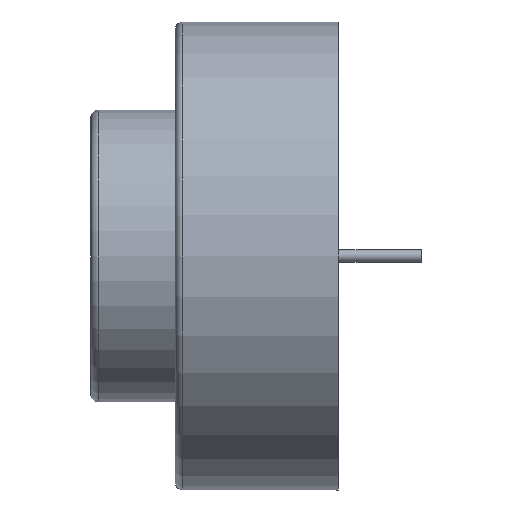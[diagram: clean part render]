
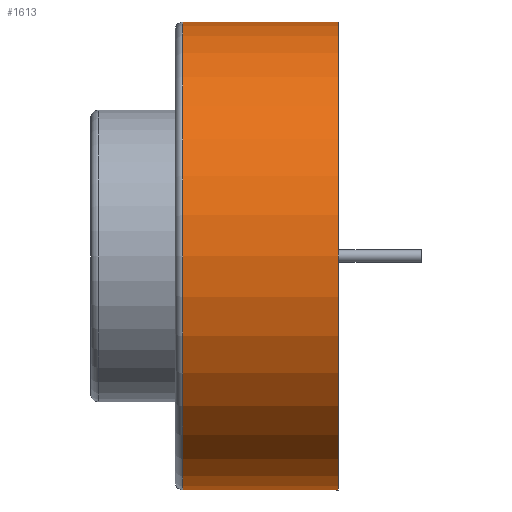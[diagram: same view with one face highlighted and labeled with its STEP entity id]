
A CAD part, left-side view. The second image highlights one B-rep face of the part: STEP entity #1613.
In plain terms, the highlighted cylindrical face has radius 15.5 mm (diameter 31 mm), a partial arc.
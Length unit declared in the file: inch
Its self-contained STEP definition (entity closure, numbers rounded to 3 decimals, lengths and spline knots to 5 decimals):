
#67 = DIRECTION ( 'NONE',  ( 0., -1., 0. ) ) ;
#113 = EDGE_CURVE ( 'NONE', #599, #839, #1688, .T. ) ;
#171 = LINE ( 'NONE', #1363, #1415 ) ;
#233 = CARTESIAN_POINT ( 'NONE',  ( 0., 0.62211, 0.61024 ) ) ;
#240 = DIRECTION ( 'NONE',  ( 0., 1., 0. ) ) ;
#265 = CIRCLE ( 'NONE', #1450, 0.61024 ) ;
#270 = CARTESIAN_POINT ( 'NONE',  ( 0., 0.86226, 0. ) ) ;
#354 = CARTESIAN_POINT ( 'NONE',  ( 0., 0.62211, -0.61024 ) ) ;
#368 = AXIS2_PLACEMENT_3D ( 'NONE', #270, #1895, #1702 ) ;
#462 = FACE_OUTER_BOUND ( 'NONE', #720, .T. ) ;
#599 = VERTEX_POINT ( 'NONE', #799 ) ;
#644 = ORIENTED_EDGE ( 'NONE', *, *, #1720, .T. ) ;
#712 = CARTESIAN_POINT ( 'NONE',  ( 0., 0.62211, 0. ) ) ;
#720 = EDGE_LOOP ( 'NONE', ( #1725, #2059, #644, #1856 ) ) ;
#728 = VERTEX_POINT ( 'NONE', #233 ) ;
#799 = CARTESIAN_POINT ( 'NONE',  ( 0., 0.21659, -0.61024 ) ) ;
#839 = VERTEX_POINT ( 'NONE', #354 ) ;
#846 = AXIS2_PLACEMENT_3D ( 'NONE', #1335, #1358, #1191 ) ;
#863 = DIRECTION ( 'NONE',  ( 0., 1., 0. ) ) ;
#1020 = DIRECTION ( 'NONE',  ( 0., 0., 1. ) ) ;
#1161 = VERTEX_POINT ( 'NONE', #1319 ) ;
#1191 = DIRECTION ( 'NONE',  ( 0., 0., 1. ) ) ;
#1319 = CARTESIAN_POINT ( 'NONE',  ( 0., 0.21659, 0.61024 ) ) ;
#1335 = CARTESIAN_POINT ( 'NONE',  ( 0., 0.21659, 0. ) ) ;
#1358 = DIRECTION ( 'NONE',  ( 0., 1., 0. ) ) ;
#1363 = CARTESIAN_POINT ( 'NONE',  ( 0., 0.86226, 0.61024 ) ) ;
#1415 = VECTOR ( 'NONE', #863, 39.37008 ) ;
#1439 = VECTOR ( 'NONE', #240, 39.37008 ) ;
#1450 = AXIS2_PLACEMENT_3D ( 'NONE', #712, #67, #1020 ) ;
#1556 = EDGE_CURVE ( 'NONE', #599, #1161, #2043, .T. ) ;
#1613 = ADVANCED_FACE ( 'NONE', ( #462 ), #1721, .T. ) ;
#1688 = LINE ( 'NONE', #1703, #1439 ) ;
#1702 = DIRECTION ( 'NONE',  ( 0., 0., 1. ) ) ;
#1703 = CARTESIAN_POINT ( 'NONE',  ( 0., 0.86226, -0.61024 ) ) ;
#1720 = EDGE_CURVE ( 'NONE', #1161, #728, #171, .T. ) ;
#1721 = CYLINDRICAL_SURFACE ( 'NONE', #368, 0.61024 ) ;
#1725 = ORIENTED_EDGE ( 'NONE', *, *, #113, .F. ) ;
#1770 = EDGE_CURVE ( 'NONE', #728, #839, #265, .T. ) ;
#1856 = ORIENTED_EDGE ( 'NONE', *, *, #1770, .T. ) ;
#1895 = DIRECTION ( 'NONE',  ( 0., 1., 0. ) ) ;
#2043 = CIRCLE ( 'NONE', #846, 0.61024 ) ;
#2059 = ORIENTED_EDGE ( 'NONE', *, *, #1556, .T. ) ;
